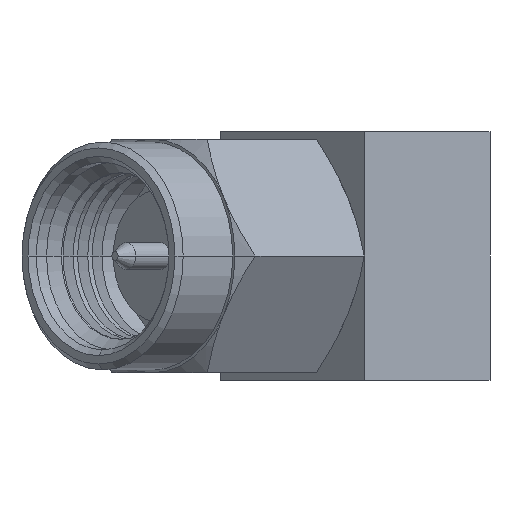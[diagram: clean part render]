
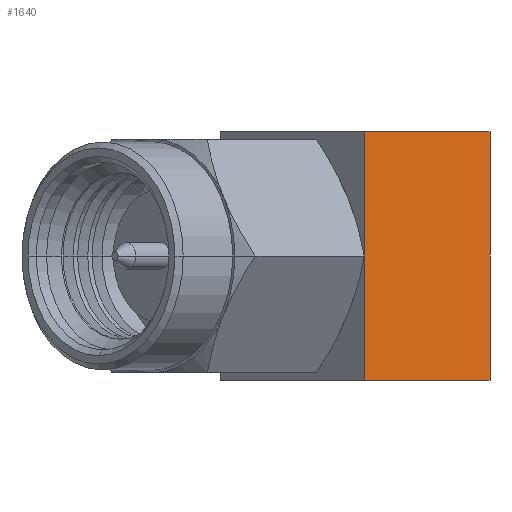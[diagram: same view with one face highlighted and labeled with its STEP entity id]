
A CAD part, left-side view. The second image highlights one B-rep face of the part: STEP entity #1640.
In plain terms, the highlighted planar face has unit normal (-0.707, -0.707, 0).
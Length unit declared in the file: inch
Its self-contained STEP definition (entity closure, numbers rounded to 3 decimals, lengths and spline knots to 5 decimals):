
#456 = CARTESIAN_POINT ( 'NONE',  ( -0.22549, 0.03062, -0.16732 ) ) ;
#540 = CARTESIAN_POINT ( 'NONE',  ( -0.05707, -0.1378, 0.16732 ) ) ;
#806 = DIRECTION ( 'NONE',  ( -0.707, -0.707, 0. ) ) ;
#829 = CARTESIAN_POINT ( 'NONE',  ( -0.22549, 0.03062, -0.16732 ) ) ;
#843 = EDGE_LOOP ( 'NONE', ( #3460, #2001, #5157, #2098 ) ) ;
#865 = EDGE_CURVE ( 'NONE', #5224, #2076, #4280, .T. ) ;
#913 = VERTEX_POINT ( 'NONE', #540 ) ;
#1023 = LINE ( 'NONE', #1478, #5518 ) ;
#1070 = CARTESIAN_POINT ( 'NONE',  ( -0.22549, 0.03062, 0.16732 ) ) ;
#1075 = DIRECTION ( 'NONE',  ( 0.707, -0.707, 0. ) ) ;
#1464 = CARTESIAN_POINT ( 'NONE',  ( -0.22549, 0.03062, -0.16732 ) ) ;
#1478 = CARTESIAN_POINT ( 'NONE',  ( -0.22549, 0.03062, 0.16732 ) ) ;
#1488 = CARTESIAN_POINT ( 'NONE',  ( -0.05707, -0.1378, -0.16732 ) ) ;
#1640 = ADVANCED_FACE ( 'NONE', ( #2178 ), #5448, .T. ) ;
#1742 = CARTESIAN_POINT ( 'NONE',  ( -0.05707, -0.1378, -0.16732 ) ) ;
#1845 = AXIS2_PLACEMENT_3D ( 'NONE', #4036, #806, #5900 ) ;
#2001 = ORIENTED_EDGE ( 'NONE', *, *, #3102, .F. ) ;
#2076 = VERTEX_POINT ( 'NONE', #1742 ) ;
#2098 = ORIENTED_EDGE ( 'NONE', *, *, #865, .T. ) ;
#2178 = FACE_OUTER_BOUND ( 'NONE', #843, .T. ) ;
#2335 = DIRECTION ( 'NONE',  ( 0., 0., 1. ) ) ;
#2479 = DIRECTION ( 'NONE',  ( 0., 0., 1. ) ) ;
#2887 = DIRECTION ( 'NONE',  ( 0.707, -0.707, 0. ) ) ;
#3102 = EDGE_CURVE ( 'NONE', #5342, #913, #1023, .T. ) ;
#3239 = VECTOR ( 'NONE', #2479, 39.37008 ) ;
#3460 = ORIENTED_EDGE ( 'NONE', *, *, #5387, .T. ) ;
#4036 = CARTESIAN_POINT ( 'NONE',  ( -0.22549, 0.03062, -0.16732 ) ) ;
#4280 = LINE ( 'NONE', #1464, #6035 ) ;
#4467 = EDGE_CURVE ( 'NONE', #5224, #5342, #4663, .T. ) ;
#4497 = VECTOR ( 'NONE', #2335, 39.37008 ) ;
#4663 = LINE ( 'NONE', #456, #4497 ) ;
#5157 = ORIENTED_EDGE ( 'NONE', *, *, #4467, .F. ) ;
#5188 = LINE ( 'NONE', #1488, #3239 ) ;
#5224 = VERTEX_POINT ( 'NONE', #829 ) ;
#5342 = VERTEX_POINT ( 'NONE', #1070 ) ;
#5387 = EDGE_CURVE ( 'NONE', #2076, #913, #5188, .T. ) ;
#5448 = PLANE ( 'NONE',  #1845 ) ;
#5518 = VECTOR ( 'NONE', #2887, 39.37008 ) ;
#5900 = DIRECTION ( 'NONE',  ( -0.707, 0.707, 0. ) ) ;
#6035 = VECTOR ( 'NONE', #1075, 39.37008 ) ;
